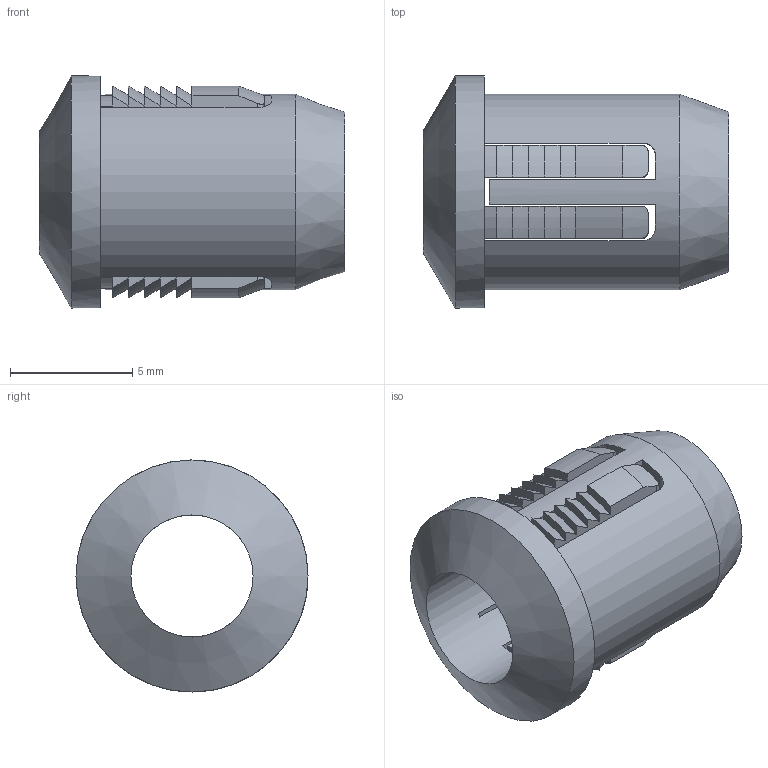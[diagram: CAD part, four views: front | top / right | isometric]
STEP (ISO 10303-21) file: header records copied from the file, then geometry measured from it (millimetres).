
FILE_DESCRIPTION(/* description */ (''),/* implementation_level */ '2;1');
FILE_NAME(/* name */ 'RTF.5010.stp',/* time_stamp */ '2022-06-13T17:21:52+03:00',/* author */ ('ildiko sezer'),/* organization */ (''),/* preprocessor_version */ 'ST-DEVELOPER v16.5',/* originating_system */ 'Autodesk Inventor 2017',/* authorisation */ '');
FILE_SCHEMA (('AUTOMOTIVE_DESIGN { 1 0 10303 214 3 1 1 }'));
Length unit declared in the file: millimetre
Products named in the file (1): RTF.5010
Bounding box: 12.5 x 9.5 x 9.5 mm (x, y, z)
Volume: 376.2 mm3; surface area: 797.4 mm2
Topology: 1 solids, 1 shells, 101 faces, 301 edges, 200 vertices
Faces by surface type: plane 52, cone 26, cylinder 23
Full cylindrical faces by diameter (mm): 5 x1, 8 x1, 9.5 x1
Entity records: 3678 total; most frequent: CARTESIAN_POINT 932, ORIENTED_EDGE 588, DIRECTION 524, EDGE_CURVE 294, VERTEX_POINT 198, AXIS2_PLACEMENT_3D 196, LINE 132, VECTOR 132
